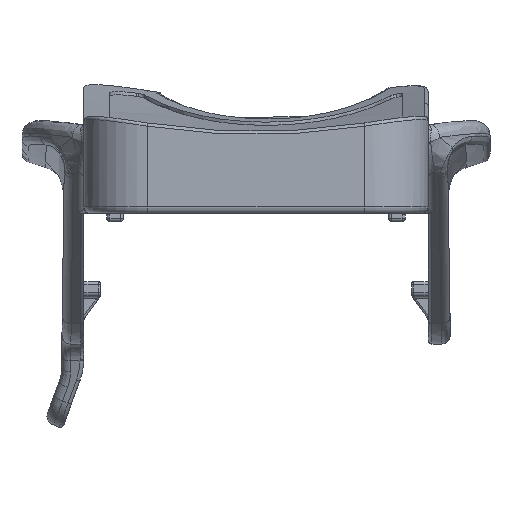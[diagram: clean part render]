
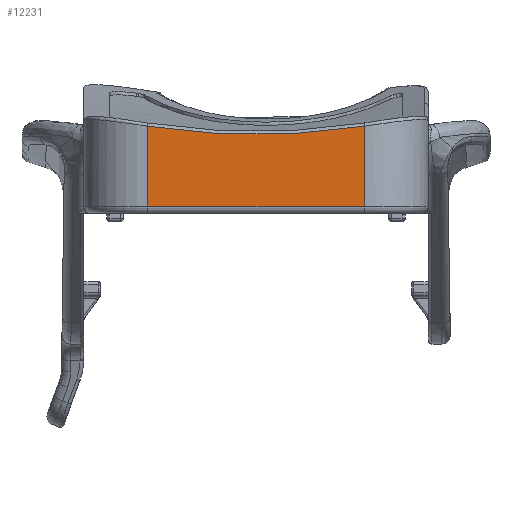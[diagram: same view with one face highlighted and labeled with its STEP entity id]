
A CAD part, left-side view. The second image highlights one B-rep face of the part: STEP entity #12231.
In plain terms, the highlighted planar face has unit normal (-1, 0, 0).
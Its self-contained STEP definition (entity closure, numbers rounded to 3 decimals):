
#1377 = VECTOR ( 'NONE', #27855, 1000. ) ;
#1783 = CARTESIAN_POINT ( 'NONE',  ( -60.4, 13.3, 8.75 ) ) ;
#4994 = VERTEX_POINT ( 'NONE', #27504 ) ;
#5432 = B_SPLINE_CURVE_WITH_KNOTS ( 'NONE', 3,
 ( #27378, #11174, #30293, #11429 ),
 .UNSPECIFIED., .F., .F.,
 ( 4, 4 ),
 ( 0.685, 0.977 ),
 .UNSPECIFIED. ) ;
#8098 = AXIS2_PLACEMENT_3D ( 'NONE', #1783, #26863, #30442 ) ;
#8434 = CARTESIAN_POINT ( 'NONE',  ( -60.4, 8.5, 13.587 ) ) ;
#10384 = CARTESIAN_POINT ( 'NONE',  ( -60.4, -5.667, 13.14 ) ) ;
#11174 = CARTESIAN_POINT ( 'NONE',  ( -60.4, -8.5, 11.475 ) ) ;
#11429 = CARTESIAN_POINT ( 'NONE',  ( -60.4, -8.5, 7.25 ) ) ;
#12075 = CARTESIAN_POINT ( 'NONE',  ( -60.4, 13.3, 7.25 ) ) ;
#12231 = ADVANCED_FACE ( 'NONE', ( #21454 ), #27262, .T. ) ;
#13278 = CARTESIAN_POINT ( 'NONE',  ( -60.4, 8.5, 13.587 ) ) ;
#13531 = EDGE_LOOP ( 'NONE', ( #38365, #34710, #23373, #22098 ) ) ;
#13697 = CARTESIAN_POINT ( 'NONE',  ( -60.4, 0., 12.701 ) ) ;
#16826 = CARTESIAN_POINT ( 'NONE',  ( -60.4, 5.667, 13.14 ) ) ;
#19144 = EDGE_CURVE ( 'NONE', #24327, #34367, #5432, .T. ) ;
#20007 = CARTESIAN_POINT ( 'NONE',  ( -60.4, -8.5, 13.587 ) ) ;
#20334 = EDGE_CURVE ( 'NONE', #4994, #34367, #38630, .T. ) ;
#21201 = CARTESIAN_POINT ( 'NONE',  ( -60.4, 8.5, 11.475 ) ) ;
#21454 = FACE_OUTER_BOUND ( 'NONE', #13531, .T. ) ;
#21477 = CARTESIAN_POINT ( 'NONE',  ( -60.4, 8.5, 7.25 ) ) ;
#22098 = ORIENTED_EDGE ( 'NONE', *, *, #31874, .T. ) ;
#23373 = ORIENTED_EDGE ( 'NONE', *, *, #19144, .F. ) ;
#24327 = VERTEX_POINT ( 'NONE', #25968 ) ;
#24914 = CARTESIAN_POINT ( 'NONE',  ( -60.4, 8.5, 9.362 ) ) ;
#25968 = CARTESIAN_POINT ( 'NONE',  ( -60.4, -8.5, 13.587 ) ) ;
#26863 = DIRECTION ( 'NONE',  ( -1., 0., 0. ) ) ;
#27262 = PLANE ( 'NONE',  #8098 ) ;
#27378 = CARTESIAN_POINT ( 'NONE',  ( -60.4, -8.5, 13.587 ) ) ;
#27504 = CARTESIAN_POINT ( 'NONE',  ( -60.4, 8.5, 7.25 ) ) ;
#27855 = DIRECTION ( 'NONE',  ( 0., -1., 0. ) ) ;
#29218 = VERTEX_POINT ( 'NONE', #13278 ) ;
#30293 = CARTESIAN_POINT ( 'NONE',  ( -60.4, -8.5, 9.362 ) ) ;
#30442 = DIRECTION ( 'NONE',  ( 0., 0., 1. ) ) ;
#30501 = EDGE_CURVE ( 'NONE', #29218, #4994, #37815, .T. ) ;
#31874 = EDGE_CURVE ( 'NONE', #24327, #29218, #32668, .T. ) ;
#32668 = B_SPLINE_CURVE_WITH_KNOTS ( 'NONE', 3,
 ( #20007, #10384, #13697, #16826, #38877 ),
 .UNSPECIFIED., .F., .F.,
 ( 4, 1, 4 ),
 ( 0., 0.009, 0.017 ),
 .UNSPECIFIED. ) ;
#34367 = VERTEX_POINT ( 'NONE', #38937 ) ;
#34710 = ORIENTED_EDGE ( 'NONE', *, *, #20334, .T. ) ;
#37815 = B_SPLINE_CURVE_WITH_KNOTS ( 'NONE', 3,
 ( #8434, #21201, #24914, #21477 ),
 .UNSPECIFIED., .F., .F.,
 ( 4, 4 ),
 ( 0.685, 0.977 ),
 .UNSPECIFIED. ) ;
#38365 = ORIENTED_EDGE ( 'NONE', *, *, #30501, .T. ) ;
#38630 = LINE ( 'NONE', #12075, #1377 ) ;
#38877 = CARTESIAN_POINT ( 'NONE',  ( -60.4, 8.5, 13.587 ) ) ;
#38937 = CARTESIAN_POINT ( 'NONE',  ( -60.4, -8.5, 7.25 ) ) ;
